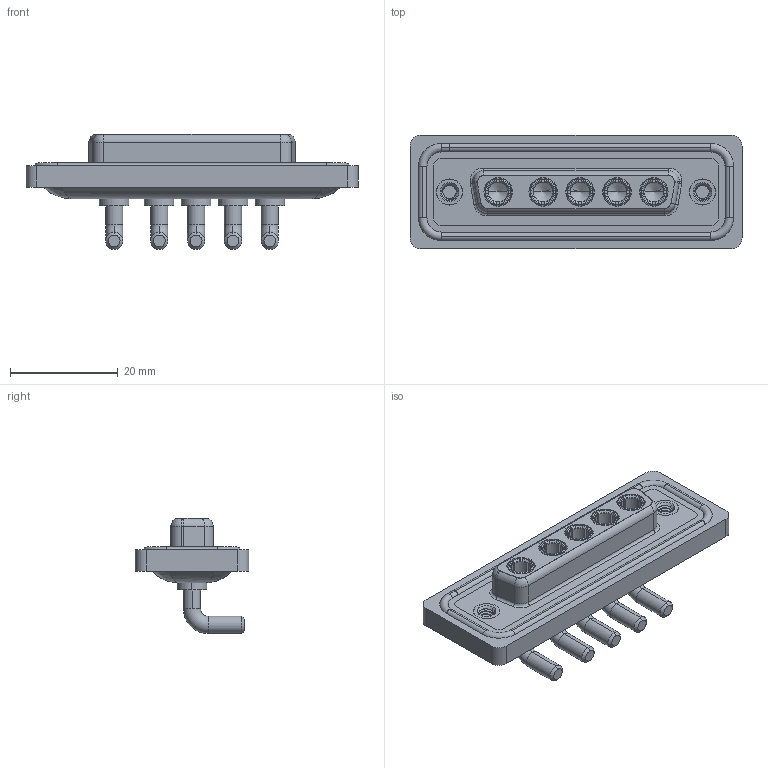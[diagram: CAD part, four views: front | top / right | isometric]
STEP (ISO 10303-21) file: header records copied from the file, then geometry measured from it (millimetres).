
FILE_DESCRIPTION (( 'STEP AP203' ), '1' );
FILE_NAME ('630W5W5-640-3NA.STEP', '2024-04-12T00:44:05', ( '' ), ( '' ), 'SwSTEP 2.0', 'SolidWorks 2023', '' );
FILE_SCHEMA (( 'CONFIG_CONTROL_DESIGN' ));
Length unit declared in the file: millimetre
Products named in the file (7): Power Socket_30A RA; 630Combo Housing_5W5; 630Combo Shell Rear_25 Contacts; 630Combo Waterproof Housing_25 Contacts; 630W5W5-640-3NA; 630Combo Shell Front_25 Contacts; 630Combo Threaded Rivet_A
Assembly tree (11 placements, depth 2):
  630W5W5-640-3NA
    630Combo Housing_5W5
    630Combo Shell Front_25 Contacts
    630Combo Shell Rear_25 Contacts
    630Combo Threaded Rivet_A  x2
    Power Socket_30A RA  x5
    630Combo Waterproof Housing_25 Contacts
Bounding box: 61.75 x 21.1 x 21.4 mm (x, y, z)
Volume: 8567.8 mm3; surface area: 13908.3 mm2
Topology: 17 solids, 17 shells, 770 faces, 1981 edges, 1263 vertices
Faces by surface type: cylinder 311, plane 250, torus 101, cone 93, bspline 15
Entity records: 16339 total; most frequent: CARTESIAN_POINT 4526, DIRECTION 2419, ORIENTED_EDGE 2246, EDGE_CURVE 1123, AXIS2_PLACEMENT_3D 973, VERTEX_POINT 715, CIRCLE 519, EDGE_LOOP 498
